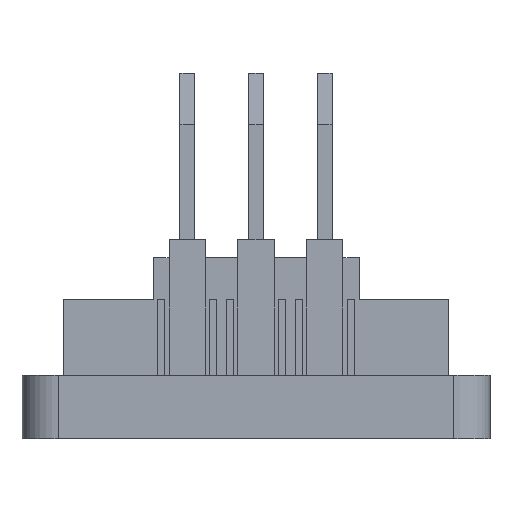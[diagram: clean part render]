
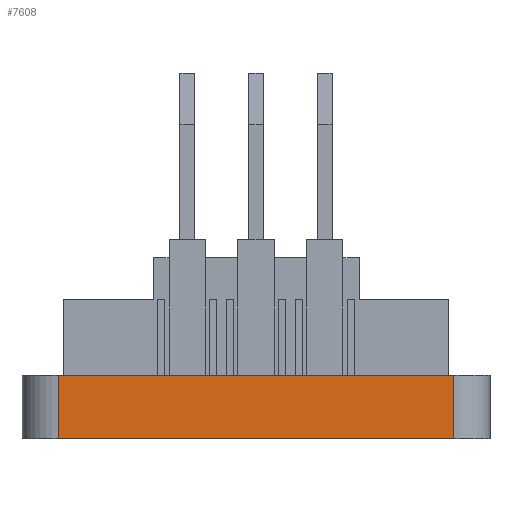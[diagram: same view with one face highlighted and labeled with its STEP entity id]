
A CAD part, front view. The second image highlights one B-rep face of the part: STEP entity #7608.
In plain terms, the highlighted planar face has unit normal (0, -1, 0).
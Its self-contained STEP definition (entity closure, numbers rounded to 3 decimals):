
#1063 = VERTEX_POINT ( 'NONE', #3075 ) ;
#1697 = ORIENTED_EDGE ( 'NONE', *, *, #19471, .T. ) ;
#2902 = ORIENTED_EDGE ( 'NONE', *, *, #10024, .T. ) ;
#3075 = CARTESIAN_POINT ( 'NONE',  ( 2.385, -8.1, 0. ) ) ;
#3535 = VECTOR ( 'NONE', #15352, 1000. ) ;
#3875 = EDGE_CURVE ( 'NONE', #17431, #12524, #5998, .T. ) ;
#4232 = ORIENTED_EDGE ( 'NONE', *, *, #21810, .F. ) ;
#4706 = CARTESIAN_POINT ( 'NONE',  ( 24.285, -8.1, 0. ) ) ;
#4885 = PLANE ( 'NONE',  #5651 ) ;
#5651 = AXIS2_PLACEMENT_3D ( 'NONE', #16992, #7951, #8404 ) ;
#5998 = LINE ( 'NONE', #15063, #10521 ) ;
#6510 = CARTESIAN_POINT ( 'NONE',  ( 2.385, -8.1, 3.5 ) ) ;
#7207 = VERTEX_POINT ( 'NONE', #21316 ) ;
#7608 = ADVANCED_FACE ( 'NONE', ( #22174 ), #4885, .F. ) ;
#7951 = DIRECTION ( 'NONE',  ( 0., 1., 0. ) ) ;
#8404 = DIRECTION ( 'NONE',  ( 0., 0., 1. ) ) ;
#10024 = EDGE_CURVE ( 'NONE', #7207, #1063, #11844, .T. ) ;
#10521 = VECTOR ( 'NONE', #11219, 1000. ) ;
#11219 = DIRECTION ( 'NONE',  ( 0., 0., 1. ) ) ;
#11283 = DIRECTION ( 'NONE',  ( 1., 0., 0. ) ) ;
#11423 = LINE ( 'NONE', #19658, #20976 ) ;
#11844 = LINE ( 'NONE', #6510, #3535 ) ;
#11963 = ORIENTED_EDGE ( 'NONE', *, *, #3875, .T. ) ;
#12524 = VERTEX_POINT ( 'NONE', #15873 ) ;
#13133 = DIRECTION ( 'NONE',  ( 1., 0., 0. ) ) ;
#13366 = EDGE_LOOP ( 'NONE', ( #1697, #11963, #4232, #2902 ) ) ;
#15063 = CARTESIAN_POINT ( 'NONE',  ( 24.285, -8.1, 3.5 ) ) ;
#15352 = DIRECTION ( 'NONE',  ( 0., 0., -1. ) ) ;
#15873 = CARTESIAN_POINT ( 'NONE',  ( 24.285, -8.1, 3.5 ) ) ;
#16249 = CARTESIAN_POINT ( 'NONE',  ( 0.385, -8.1, 0. ) ) ;
#16258 = VECTOR ( 'NONE', #11283, 1000. ) ;
#16992 = CARTESIAN_POINT ( 'NONE',  ( 0.385, -8.1, 3.5 ) ) ;
#17431 = VERTEX_POINT ( 'NONE', #4706 ) ;
#17940 = LINE ( 'NONE', #16249, #16258 ) ;
#19471 = EDGE_CURVE ( 'NONE', #1063, #17431, #17940, .T. ) ;
#19658 = CARTESIAN_POINT ( 'NONE',  ( 0.385, -8.1, 3.5 ) ) ;
#20976 = VECTOR ( 'NONE', #13133, 1000. ) ;
#21316 = CARTESIAN_POINT ( 'NONE',  ( 2.385, -8.1, 3.5 ) ) ;
#21810 = EDGE_CURVE ( 'NONE', #7207, #12524, #11423, .T. ) ;
#22174 = FACE_OUTER_BOUND ( 'NONE', #13366, .T. ) ;
